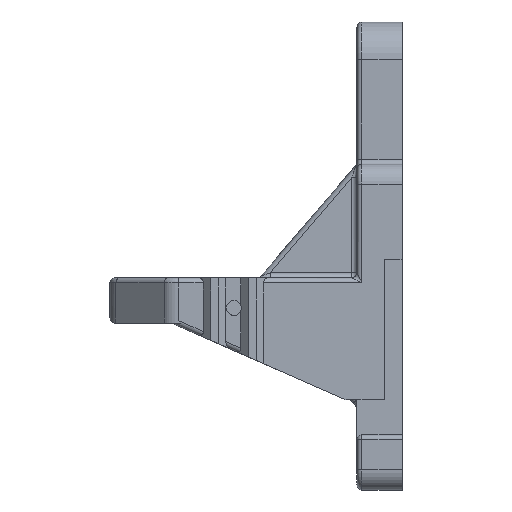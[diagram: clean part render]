
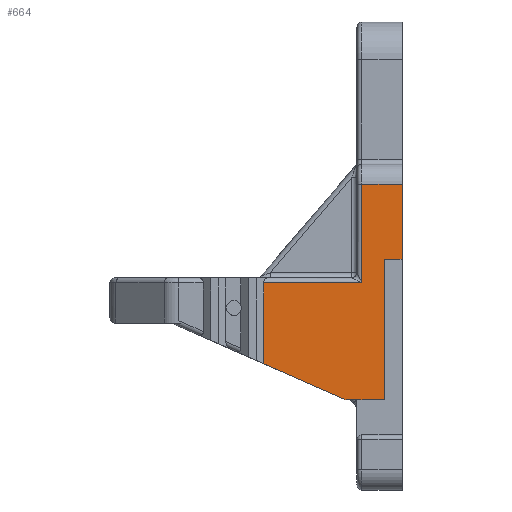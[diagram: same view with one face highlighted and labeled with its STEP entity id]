
A CAD part, front view. The second image highlights one B-rep face of the part: STEP entity #664.
In plain terms, the highlighted planar face has unit normal (0, -1, 0).
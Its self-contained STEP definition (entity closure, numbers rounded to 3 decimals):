
#664=ADVANCED_FACE('',(#1393),#1394,.F.);
#1393=FACE_OUTER_BOUND('',#9151,.T.);
#1394=PLANE('',#9152);
#9151=EDGE_LOOP('',(#10994,#10995,#10996,#10997,#10998,#10999,#11000,#11001,#11002,#11003));
#9152=AXIS2_PLACEMENT_3D('',#11004,#11005,#11006);
#10994=ORIENTED_EDGE('',*,*,#11349,.F.);
#10995=ORIENTED_EDGE('',*,*,#11541,.F.);
#10996=ORIENTED_EDGE('',*,*,#11144,.T.);
#10997=ORIENTED_EDGE('',*,*,#11783,.F.);
#10998=ORIENTED_EDGE('',*,*,#11792,.T.);
#10999=ORIENTED_EDGE('',*,*,#11428,.T.);
#11000=ORIENTED_EDGE('',*,*,#11377,.F.);
#11001=ORIENTED_EDGE('',*,*,#11621,.F.);
#11002=ORIENTED_EDGE('',*,*,#11849,.F.);
#11003=ORIENTED_EDGE('',*,*,#11612,.T.);
#11004=CARTESIAN_POINT('',(33.438,-96.894,-21.559));
#11005=DIRECTION('',(-0.0,1.0,0.0));
#11006=DIRECTION('',(1.0,0.0,0.0));
#11144=EDGE_CURVE('',#11930,#11928,#11931,.T.);
#11349=EDGE_CURVE('',#12274,#12276,#12277,.T.);
#11377=EDGE_CURVE('',#12050,#12320,#12321,.T.);
#11428=EDGE_CURVE('',#12399,#12320,#12400,.T.);
#11541=EDGE_CURVE('',#11930,#12274,#12572,.F.);
#11612=EDGE_CURVE('',#12674,#12276,#12675,.T.);
#11621=EDGE_CURVE('',#12686,#12050,#12687,.T.);
#11783=EDGE_CURVE('',#12881,#11928,#12883,.T.);
#11792=EDGE_CURVE('',#12881,#12399,#12892,.T.);
#11849=EDGE_CURVE('',#12674,#12686,#12954,.T.);
#11928=VERTEX_POINT('',#13073);
#11930=VERTEX_POINT('',#13076);
#11931=LINE('',#13077,#13078);
#12050=VERTEX_POINT('',#13264);
#12274=VERTEX_POINT('',#13619);
#12276=VERTEX_POINT('',#13622);
#12277=LINE('',#13623,#13624);
#12320=VERTEX_POINT('',#13797);
#12321=LINE('',#13798,#13799);
#12399=VERTEX_POINT('',#13908);
#12400=LINE('',#13909,#13910);
#12572=CIRCLE('',#14137,2.0);
#12674=VERTEX_POINT('',#14296);
#12675=LINE('',#14297,#14298);
#12686=VERTEX_POINT('',#14311);
#12687=LINE('',#14312,#14313);
#12881=VERTEX_POINT('',#14647);
#12883=LINE('',#14650,#14651);
#12892=LINE('',#14662,#14663);
#12954=LINE('',#14743,#14744);
#13073=CARTESIAN_POINT('',(29.938,-96.894,-3.559));
#13076=CARTESIAN_POINT('',(22.592,-96.894,-3.559));
#13077=CARTESIAN_POINT('',(33.438,-96.894,-3.559));
#13078=VECTOR('',#14809,1.0);
#13264=CARTESIAN_POINT('',(25.438,-96.894,39.441));
#13619=CARTESIAN_POINT('',(21.785,-96.894,-3.389));
#13622=CARTESIAN_POINT('',(5.805,-96.894,3.658));
#13623=CARTESIAN_POINT('',(24.438,-96.894,-4.559));
#13624=VECTOR('',#15072,1.0);
#13797=CARTESIAN_POINT('',(33.438,-96.894,39.441));
#13798=CARTESIAN_POINT('',(33.438,-96.894,39.441));
#13799=VECTOR('',#15101,1.0);
#13908=CARTESIAN_POINT('',(33.438,-96.894,24.441));
#13909=CARTESIAN_POINT('',(33.438,-96.894,-21.559));
#13910=VECTOR('',#15181,1.0);
#14137=AXIS2_PLACEMENT_3D('',#15330,#15331,#15332);
#14296=CARTESIAN_POINT('',(5.805,-96.894,19.758));
#14297=CARTESIAN_POINT('',(5.805,-96.894,20.758));
#14298=VECTOR('',#15412,1.0);
#14311=CARTESIAN_POINT('',(25.438,-96.894,19.758));
#14312=CARTESIAN_POINT('',(25.438,-96.894,-21.559));
#14313=VECTOR('',#15424,1.0);
#14647=CARTESIAN_POINT('',(29.938,-96.894,24.441));
#14650=CARTESIAN_POINT('',(29.938,-96.894,-21.559));
#14651=VECTOR('',#15574,1.0);
#14662=CARTESIAN_POINT('',(33.438,-96.894,24.441));
#14663=VECTOR('',#15580,1.0);
#14743=CARTESIAN_POINT('',(33.438,-96.894,19.758));
#14744=VECTOR('',#15619,1.0);
#14809=DIRECTION('',(1.0,0.0,0.0));
#15072=DIRECTION('',(-0.915,0.0,0.404));
#15101=DIRECTION('',(1.0,0.0,0.0));
#15181=DIRECTION('',(0.0,0.0,1.0));
#15330=CARTESIAN_POINT('',(22.592,-96.894,-1.559));
#15331=DIRECTION('',(0.0,-1.0,0.0));
#15332=DIRECTION('',(1.0,0.0,0.0));
#15412=DIRECTION('',(0.0,0.0,-1.0));
#15424=DIRECTION('',(0.0,0.0,1.0));
#15574=DIRECTION('',(0.0,0.0,-1.0));
#15580=DIRECTION('',(1.0,0.0,0.0));
#15619=DIRECTION('',(1.0,0.0,0.0));
